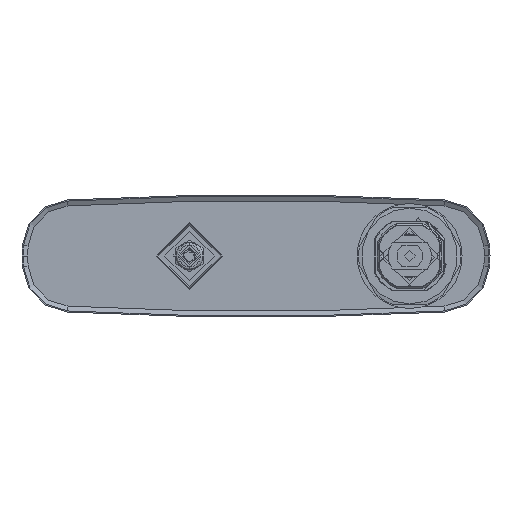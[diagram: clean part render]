
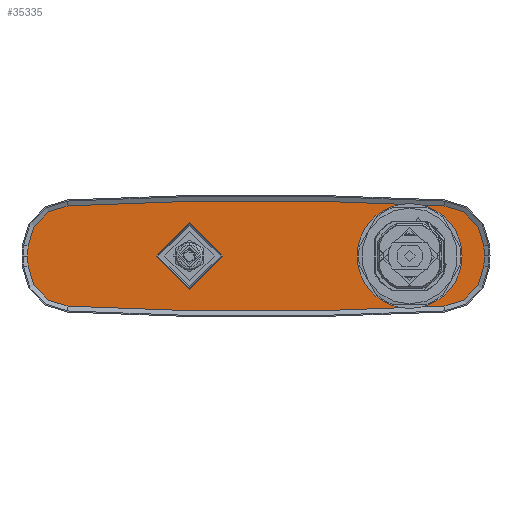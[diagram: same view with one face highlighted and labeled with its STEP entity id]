
A CAD part, front view. The second image highlights one B-rep face of the part: STEP entity #35335.
In plain terms, the highlighted face is planar.
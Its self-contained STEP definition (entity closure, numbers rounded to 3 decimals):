
#2718=FACE_BOUND('',#6484,.T.);
#2719=FACE_BOUND('',#6485,.T.);
#4406=FACE_OUTER_BOUND('',#6483,.T.);
#6483=EDGE_LOOP('',(#31124,#31125,#31126,#31127,#31128,#31129,#31130,#31131,
#31132,#31133));
#6484=EDGE_LOOP('',(#31134));
#6485=EDGE_LOOP('',(#31135));
#7627=CIRCLE('',#38103,72.596);
#7628=CIRCLE('',#38104,72.596);
#7629=CIRCLE('',#38105,15.368);
#7630=CIRCLE('',#38106,1239.868);
#7631=CIRCLE('',#38107,15.368);
#7632=CIRCLE('',#38108,72.596);
#7633=CIRCLE('',#38109,72.596);
#7634=CIRCLE('',#38110,15.368);
#7635=CIRCLE('',#38111,1239.868);
#7636=CIRCLE('',#38112,15.368);
#7637=CIRCLE('',#38113,12.);
#7638=CIRCLE('',#38114,15.437);
#16405=VERTEX_POINT('',#122149);
#16406=VERTEX_POINT('',#122150);
#16407=VERTEX_POINT('',#122152);
#16408=VERTEX_POINT('',#122154);
#16409=VERTEX_POINT('',#122156);
#16410=VERTEX_POINT('',#122158);
#16411=VERTEX_POINT('',#122160);
#16412=VERTEX_POINT('',#122162);
#16413=VERTEX_POINT('',#122164);
#16414=VERTEX_POINT('',#122166);
#16415=VERTEX_POINT('',#122169);
#16416=VERTEX_POINT('',#122171);
#21387=EDGE_CURVE('',#16405,#16406,#7627,.T.);
#21388=EDGE_CURVE('',#16406,#16407,#7628,.T.);
#21389=EDGE_CURVE('',#16407,#16408,#7629,.T.);
#21390=EDGE_CURVE('',#16409,#16408,#7630,.T.);
#21391=EDGE_CURVE('',#16409,#16410,#7631,.T.);
#21392=EDGE_CURVE('',#16410,#16411,#7632,.T.);
#21393=EDGE_CURVE('',#16411,#16412,#7633,.T.);
#21394=EDGE_CURVE('',#16412,#16413,#7634,.T.);
#21395=EDGE_CURVE('',#16413,#16414,#7635,.T.);
#21396=EDGE_CURVE('',#16414,#16405,#7636,.T.);
#21397=EDGE_CURVE('',#16415,#16415,#7637,.T.);
#21398=EDGE_CURVE('',#16416,#16416,#7638,.T.);
#31124=ORIENTED_EDGE('',*,*,#21387,.T.);
#31125=ORIENTED_EDGE('',*,*,#21388,.T.);
#31126=ORIENTED_EDGE('',*,*,#21389,.T.);
#31127=ORIENTED_EDGE('',*,*,#21390,.F.);
#31128=ORIENTED_EDGE('',*,*,#21391,.T.);
#31129=ORIENTED_EDGE('',*,*,#21392,.T.);
#31130=ORIENTED_EDGE('',*,*,#21393,.T.);
#31131=ORIENTED_EDGE('',*,*,#21394,.T.);
#31132=ORIENTED_EDGE('',*,*,#21395,.T.);
#31133=ORIENTED_EDGE('',*,*,#21396,.T.);
#31134=ORIENTED_EDGE('',*,*,#21397,.T.);
#31135=ORIENTED_EDGE('',*,*,#21398,.T.);
#33576=PLANE('',#38102);
#35335=ADVANCED_FACE('',(#4406,#2718,#2719),#33576,.F.);
#38102=AXIS2_PLACEMENT_3D('',#122148,#45386,#45387);
#38103=AXIS2_PLACEMENT_3D('',#122151,#45388,#45389);
#38104=AXIS2_PLACEMENT_3D('',#122153,#45390,#45391);
#38105=AXIS2_PLACEMENT_3D('',#122155,#45392,#45393);
#38106=AXIS2_PLACEMENT_3D('',#122157,#45394,#45395);
#38107=AXIS2_PLACEMENT_3D('',#122159,#45396,#45397);
#38108=AXIS2_PLACEMENT_3D('',#122161,#45398,#45399);
#38109=AXIS2_PLACEMENT_3D('',#122163,#45400,#45401);
#38110=AXIS2_PLACEMENT_3D('',#122165,#45402,#45403);
#38111=AXIS2_PLACEMENT_3D('',#122167,#45404,#45405);
#38112=AXIS2_PLACEMENT_3D('',#122168,#45406,#45407);
#38113=AXIS2_PLACEMENT_3D('',#122170,#45408,#45409);
#38114=AXIS2_PLACEMENT_3D('',#122172,#45410,#45411);
#45386=DIRECTION('center_axis',(0.937,0.,
0.35));
#45387=DIRECTION('ref_axis',(0.35,0.,-0.937));
#45388=DIRECTION('center_axis',(-0.937,0.,
-0.35));
#45389=DIRECTION('ref_axis',(0.018,-0.999,-0.049));
#45390=DIRECTION('center_axis',(-0.937,0.,
-0.35));
#45391=DIRECTION('ref_axis',(0.,-1.,0.));
#45392=DIRECTION('center_axis',(-0.937,0.,
-0.35));
#45393=DIRECTION('ref_axis',(-0.018,-0.999,0.048));
#45394=DIRECTION('center_axis',(0.937,0.,
0.35));
#45395=DIRECTION('ref_axis',(-0.35,0.055,0.935));
#45396=DIRECTION('center_axis',(-0.937,0.,
-0.35));
#45397=DIRECTION('ref_axis',(-0.35,0.055,0.935));
#45398=DIRECTION('center_axis',(-0.937,0.,
-0.35));
#45399=DIRECTION('ref_axis',(-0.018,0.999,0.049));
#45400=DIRECTION('center_axis',(-0.937,0.,
-0.35));
#45401=DIRECTION('ref_axis',(0.,1.,0.));
#45402=DIRECTION('center_axis',(-0.937,0.,
-0.35));
#45403=DIRECTION('ref_axis',(0.018,0.999,-0.048));
#45404=DIRECTION('center_axis',(-0.937,0.,
-0.35));
#45405=DIRECTION('ref_axis',(0.35,0.055,-0.935));
#45406=DIRECTION('center_axis',(-0.937,0.,
-0.35));
#45407=DIRECTION('ref_axis',(0.35,-0.055,-0.935));
#45408=DIRECTION('center_axis',(0.937,0.,
0.35));
#45409=DIRECTION('ref_axis',(0.35,0.,-0.937));
#45410=DIRECTION('center_axis',(0.937,0.,
0.35));
#45411=DIRECTION('ref_axis',(0.,1.,0.));
#122148=CARTESIAN_POINT('Origin',(44.083,-24.414,109.129));
#122149=CARTESIAN_POINT('',(44.88,-68.337,106.992));
#122150=CARTESIAN_POINT('',(43.59,-68.435,110.441));
#122151=CARTESIAN_POINT('Origin',(43.565,4.161,110.519));
#122152=CARTESIAN_POINT('',(42.302,-68.34,113.889));
#122153=CARTESIAN_POINT('Origin',(43.604,4.161,110.415));
#122154=CARTESIAN_POINT('',(37.205,-53.844,127.526));
#122155=CARTESIAN_POINT('Origin',(42.578,-52.992,113.154));
#122156=CARTESIAN_POINT('',(37.194,82.75,127.577));
#122157=CARTESIAN_POINT('Origin',(470.671,14.916,-1032.065));
#122158=CARTESIAN_POINT('',(42.288,97.256,113.95));
#122159=CARTESIAN_POINT('Origin',(42.566,81.909,113.203));
#122160=CARTESIAN_POINT('',(43.577,97.354,110.501));
#122161=CARTESIAN_POINT('Origin',(43.603,24.758,110.423));
#122162=CARTESIAN_POINT('',(44.866,97.259,107.053));
#122163=CARTESIAN_POINT('Origin',(43.564,24.758,110.527));
#122164=CARTESIAN_POINT('',(49.963,82.763,93.416));
#122165=CARTESIAN_POINT('Origin',(44.59,81.911,107.789));
#122166=CARTESIAN_POINT('',(49.974,-53.831,93.365));
#122167=CARTESIAN_POINT('Origin',(-383.503,14.003,1253.007));
#122168=CARTESIAN_POINT('Origin',(44.602,-52.99,107.739));
#122169=CARTESIAN_POINT('',(47.784,38.638,99.24));
#122170=CARTESIAN_POINT('Origin',(43.582,38.633,110.48));
#122171=CARTESIAN_POINT('',(43.59,-56.804,110.445));
#122172=CARTESIAN_POINT('Origin',(43.589,-41.367,110.45));
